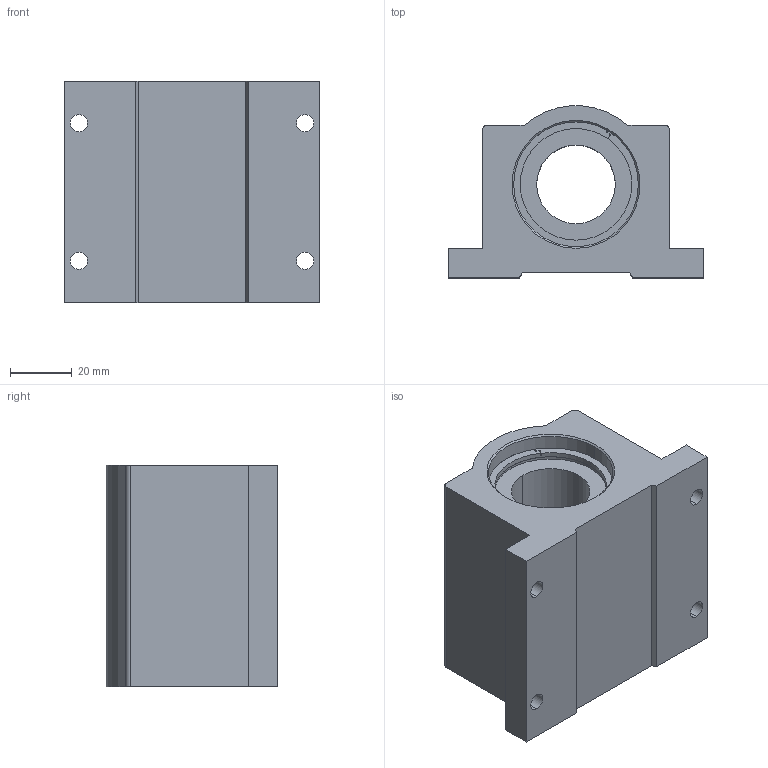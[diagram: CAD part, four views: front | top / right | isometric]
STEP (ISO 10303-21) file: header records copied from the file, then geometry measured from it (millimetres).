
FILE_DESCRIPTION (( 'STEP AP203' ), '1' );
FILE_NAME ('IPP16G.step', '2023-06-07T12:28:00', ( '' ), ( '' ), 'SwSTEP 2.0', 'SolidWorks 2021', '' );
FILE_SCHEMA (( 'CONFIG_CONTROL_DESIGN' ));
Length unit declared in the file: inch
Products named in the file (1): IPP16G
Bounding box: 82.55 x 55.47 x 71.44 mm (x, y, z)
Volume: 182792 mm3; surface area: 49090.1 mm2
Topology: 4 solids, 4 shells, 126 faces, 302 edges, 194 vertices
Faces by surface type: cylinder 63, plane 43, cone 12, torus 8
Entity records: 3799 total; most frequent: DIRECTION 708, CARTESIAN_POINT 623, ORIENTED_EDGE 604, EDGE_CURVE 302, AXIS2_PLACEMENT_3D 279, VERTEX_POINT 194, CIRCLE 152, LINE 150
